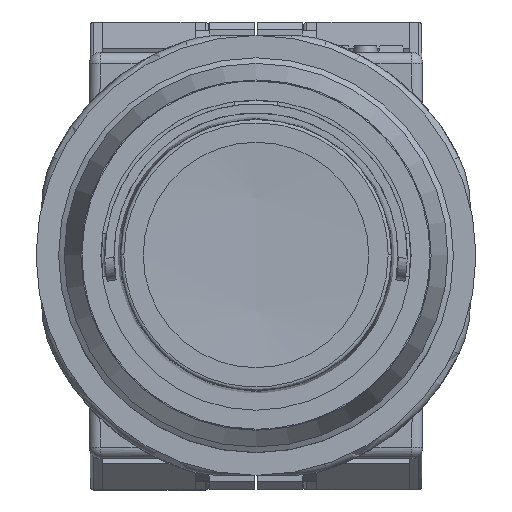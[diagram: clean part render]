
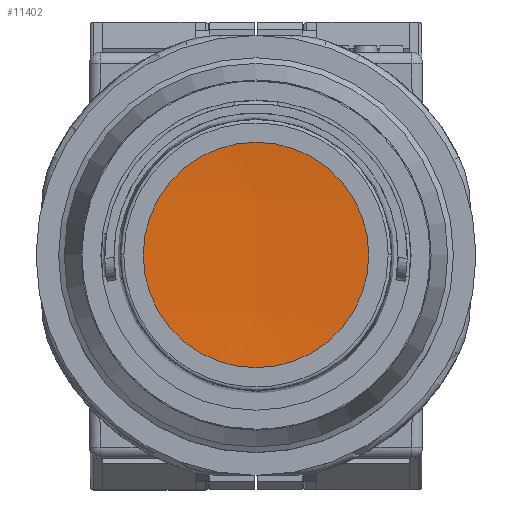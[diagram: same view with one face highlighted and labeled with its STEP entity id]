
A CAD part, top view. The second image highlights one B-rep face of the part: STEP entity #11402.
In plain terms, the highlighted spherical face has radius 125 mm.
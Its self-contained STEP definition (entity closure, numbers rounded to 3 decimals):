
#844 = CARTESIAN_POINT ( 'NONE',  ( 0., 0., 38.5 ) ) ;
#1722 = VERTEX_POINT ( 'NONE', #6596 ) ;
#4083 = DIRECTION ( 'NONE',  ( -1., 0., 0. ) ) ;
#4309 = ORIENTED_EDGE ( 'NONE', *, *, #11916, .T. ) ;
#5571 = CIRCLE ( 'NONE', #14553, 9.992 ) ;
#5727 = DIRECTION ( 'NONE',  ( 0., 0., 1. ) ) ;
#6596 = CARTESIAN_POINT ( 'NONE',  ( 9.992, 0., 38.5 ) ) ;
#8378 = AXIS2_PLACEMENT_3D ( 'NONE', #15068, #4083, #8968 ) ;
#8968 = DIRECTION ( 'NONE',  ( 0., 1., 0. ) ) ;
#10172 = SPHERICAL_SURFACE ( 'NONE', #8378, 125. ) ;
#10628 = DIRECTION ( 'NONE',  ( 1., 0., 0. ) ) ;
#11385 = FACE_OUTER_BOUND ( 'NONE', #11450, .T. ) ;
#11402 = ADVANCED_FACE ( 'NONE', ( #11385 ), #10172, .F. ) ;
#11450 = EDGE_LOOP ( 'NONE', ( #4309 ) ) ;
#11916 = EDGE_CURVE ( 'NONE', #1722, #1722, #5571, .T. ) ;
#14553 = AXIS2_PLACEMENT_3D ( 'NONE', #844, #5727, #10628 ) ;
#15068 = CARTESIAN_POINT ( 'NONE',  ( 0., 0., 163.1 ) ) ;
